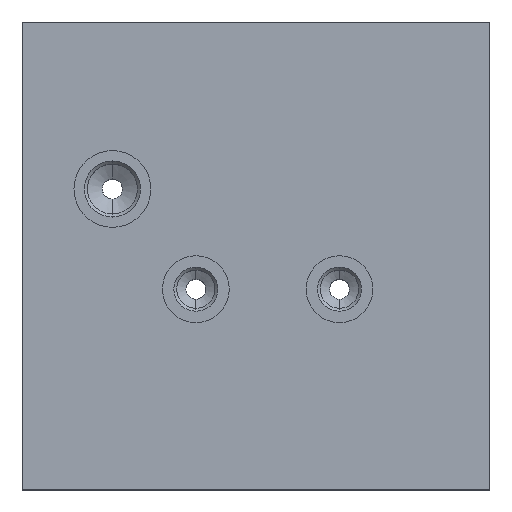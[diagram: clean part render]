
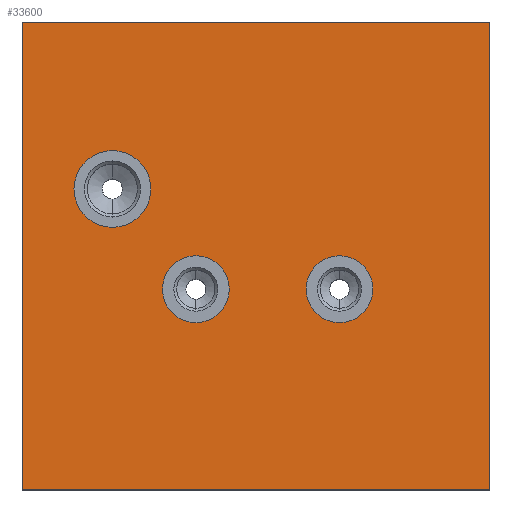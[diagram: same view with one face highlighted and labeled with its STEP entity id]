
A CAD part, top view. The second image highlights one B-rep face of the part: STEP entity #33600.
In plain terms, the highlighted planar face has unit normal (0, 0, 1).
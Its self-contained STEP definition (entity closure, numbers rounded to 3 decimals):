
#1836 = CARTESIAN_POINT ( 'NONE',  ( -70., 140., 40. ) ) ;
#2237 = CARTESIAN_POINT ( 'NONE',  ( -70., 140., 40. ) ) ;
#3109 = DIRECTION ( 'NONE',  ( 0., 0., 1. ) ) ;
#3371 = VERTEX_POINT ( 'NONE', #15228 ) ;
#4140 = DIRECTION ( 'NONE',  ( 1., 0., 0. ) ) ;
#4381 = CARTESIAN_POINT ( 'NONE',  ( -28., 60., 40. ) ) ;
#4599 = FACE_BOUND ( 'NONE', #13397, .T. ) ;
#4621 = AXIS2_PLACEMENT_3D ( 'NONE', #1836, #12977, #7338 ) ;
#5665 = CARTESIAN_POINT ( 'NONE',  ( -18., 60., 40. ) ) ;
#5819 = VECTOR ( 'NONE', #19970, 1000. ) ;
#5974 = CARTESIAN_POINT ( 'NONE',  ( -8., 60., 40. ) ) ;
#6099 = ORIENTED_EDGE ( 'NONE', *, *, #21227, .T. ) ;
#6282 = EDGE_CURVE ( 'NONE', #21967, #34794, #9590, .T. ) ;
#6794 = FACE_BOUND ( 'NONE', #11996, .T. ) ;
#6940 = CIRCLE ( 'NONE', #7550, 10. ) ;
#7338 = DIRECTION ( 'NONE',  ( -1., 0., 0. ) ) ;
#7366 = VECTOR ( 'NONE', #19725, 1000. ) ;
#7523 = CIRCLE ( 'NONE', #8665, 11.5 ) ;
#7550 = AXIS2_PLACEMENT_3D ( 'NONE', #19138, #35736, #13305 ) ;
#8665 = AXIS2_PLACEMENT_3D ( 'NONE', #9423, #20537, #19062 ) ;
#8804 = EDGE_CURVE ( 'NONE', #34794, #22448, #18013, .T. ) ;
#9423 = CARTESIAN_POINT ( 'NONE',  ( -43., 90., 40. ) ) ;
#9590 = LINE ( 'NONE', #20717, #31464 ) ;
#9764 = CARTESIAN_POINT ( 'NONE',  ( 15., 60., 40. ) ) ;
#10538 = EDGE_CURVE ( 'NONE', #18348, #28603, #15193, .T. ) ;
#10960 = VERTEX_POINT ( 'NONE', #5974 ) ;
#11218 = DIRECTION ( 'NONE',  ( 0., 0., 1. ) ) ;
#11996 = EDGE_LOOP ( 'NONE', ( #34637, #27718 ) ) ;
#12186 = CIRCLE ( 'NONE', #31994, 10. ) ;
#12703 = EDGE_CURVE ( 'NONE', #35363, #18888, #28814, .T. ) ;
#12977 = DIRECTION ( 'NONE',  ( 0., 0., -1. ) ) ;
#12988 = CARTESIAN_POINT ( 'NONE',  ( -54.5, 90., 40. ) ) ;
#13305 = DIRECTION ( 'NONE',  ( 1., 0., 0. ) ) ;
#13397 = EDGE_LOOP ( 'NONE', ( #28766, #34871 ) ) ;
#13575 = CARTESIAN_POINT ( 'NONE',  ( 70., 0., 40. ) ) ;
#13679 = AXIS2_PLACEMENT_3D ( 'NONE', #16781, #3109, #25190 ) ;
#13761 = EDGE_CURVE ( 'NONE', #28603, #18348, #30576, .T. ) ;
#15193 = CIRCLE ( 'NONE', #22773, 10. ) ;
#15228 = CARTESIAN_POINT ( 'NONE',  ( -70., 0., 40. ) ) ;
#15519 = FACE_BOUND ( 'NONE', #20328, .T. ) ;
#15823 = CARTESIAN_POINT ( 'NONE',  ( 35., 60., 40. ) ) ;
#16629 = LINE ( 'NONE', #23490, #7366 ) ;
#16781 = CARTESIAN_POINT ( 'NONE',  ( -43., 90., 40. ) ) ;
#16945 = DIRECTION ( 'NONE',  ( 0., 0., 1. ) ) ;
#18013 = LINE ( 'NONE', #29166, #35501 ) ;
#18348 = VERTEX_POINT ( 'NONE', #15823 ) ;
#18888 = VERTEX_POINT ( 'NONE', #12988 ) ;
#19062 = DIRECTION ( 'NONE',  ( 1., 0., 0. ) ) ;
#19138 = CARTESIAN_POINT ( 'NONE',  ( -18., 60., 40. ) ) ;
#19682 = CARTESIAN_POINT ( 'NONE',  ( 25., 60., 40. ) ) ;
#19725 = DIRECTION ( 'NONE',  ( 1., 0., 0. ) ) ;
#19970 = DIRECTION ( 'NONE',  ( 0., -1., 0. ) ) ;
#20328 = EDGE_LOOP ( 'NONE', ( #33260, #35145 ) ) ;
#20537 = DIRECTION ( 'NONE',  ( 0., 0., 1. ) ) ;
#20717 = CARTESIAN_POINT ( 'NONE',  ( -70., 140., 40. ) ) ;
#21227 = EDGE_CURVE ( 'NONE', #3371, #22448, #16629, .T. ) ;
#21719 = EDGE_LOOP ( 'NONE', ( #6099, #30836, #34439, #31460 ) ) ;
#21967 = VERTEX_POINT ( 'NONE', #2237 ) ;
#22448 = VERTEX_POINT ( 'NONE', #13575 ) ;
#22773 = AXIS2_PLACEMENT_3D ( 'NONE', #25092, #11218, #33459 ) ;
#23479 = DIRECTION ( 'NONE',  ( 0., -1., 0. ) ) ;
#23490 = CARTESIAN_POINT ( 'NONE',  ( -70., 0., 40. ) ) ;
#24525 = VERTEX_POINT ( 'NONE', #4381 ) ;
#25092 = CARTESIAN_POINT ( 'NONE',  ( 25., 60., 40. ) ) ;
#25182 = DIRECTION ( 'NONE',  ( 0., 0., 1. ) ) ;
#25190 = DIRECTION ( 'NONE',  ( 1., 0., 0. ) ) ;
#25700 = DIRECTION ( 'NONE',  ( 1., 0., 0. ) ) ;
#26290 = EDGE_CURVE ( 'NONE', #18888, #35363, #7523, .T. ) ;
#26520 = CARTESIAN_POINT ( 'NONE',  ( -31.5, 90., 40. ) ) ;
#26522 = AXIS2_PLACEMENT_3D ( 'NONE', #19682, #16945, #27734 ) ;
#26855 = FACE_OUTER_BOUND ( 'NONE', #21719, .T. ) ;
#27718 = ORIENTED_EDGE ( 'NONE', *, *, #13761, .F. ) ;
#27734 = DIRECTION ( 'NONE',  ( 1., 0., 0. ) ) ;
#28137 = EDGE_CURVE ( 'NONE', #10960, #24525, #6940, .T. ) ;
#28603 = VERTEX_POINT ( 'NONE', #9764 ) ;
#28642 = CARTESIAN_POINT ( 'NONE',  ( 70., 140., 40. ) ) ;
#28766 = ORIENTED_EDGE ( 'NONE', *, *, #28137, .F. ) ;
#28814 = CIRCLE ( 'NONE', #13679, 11.5 ) ;
#29166 = CARTESIAN_POINT ( 'NONE',  ( 70., 140., 40. ) ) ;
#30021 = EDGE_CURVE ( 'NONE', #21967, #3371, #31821, .T. ) ;
#30576 = CIRCLE ( 'NONE', #26522, 10. ) ;
#30836 = ORIENTED_EDGE ( 'NONE', *, *, #8804, .F. ) ;
#31460 = ORIENTED_EDGE ( 'NONE', *, *, #30021, .T. ) ;
#31464 = VECTOR ( 'NONE', #4140, 1000. ) ;
#31759 = PLANE ( 'NONE',  #4621 ) ;
#31821 = LINE ( 'NONE', #33835, #5819 ) ;
#31994 = AXIS2_PLACEMENT_3D ( 'NONE', #5665, #25182, #25700 ) ;
#32932 = EDGE_CURVE ( 'NONE', #24525, #10960, #12186, .T. ) ;
#33260 = ORIENTED_EDGE ( 'NONE', *, *, #12703, .F. ) ;
#33459 = DIRECTION ( 'NONE',  ( 1., 0., 0. ) ) ;
#33600 = ADVANCED_FACE ( 'NONE', ( #6794, #4599, #15519, #26855 ), #31759, .F. ) ;
#33835 = CARTESIAN_POINT ( 'NONE',  ( -70., 140., 40. ) ) ;
#34439 = ORIENTED_EDGE ( 'NONE', *, *, #6282, .F. ) ;
#34637 = ORIENTED_EDGE ( 'NONE', *, *, #10538, .F. ) ;
#34794 = VERTEX_POINT ( 'NONE', #28642 ) ;
#34871 = ORIENTED_EDGE ( 'NONE', *, *, #32932, .F. ) ;
#35145 = ORIENTED_EDGE ( 'NONE', *, *, #26290, .F. ) ;
#35363 = VERTEX_POINT ( 'NONE', #26520 ) ;
#35501 = VECTOR ( 'NONE', #23479, 1000. ) ;
#35736 = DIRECTION ( 'NONE',  ( 0., 0., 1. ) ) ;
